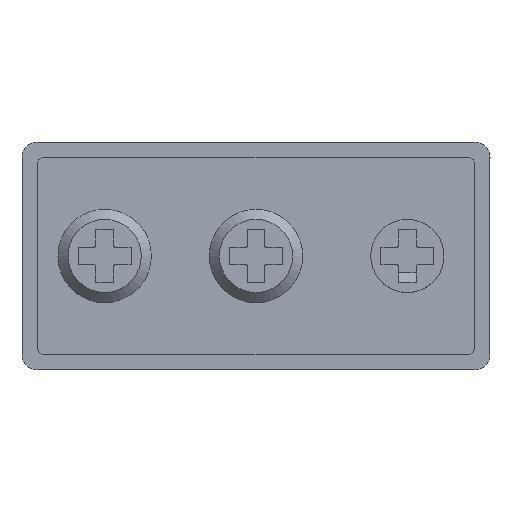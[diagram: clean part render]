
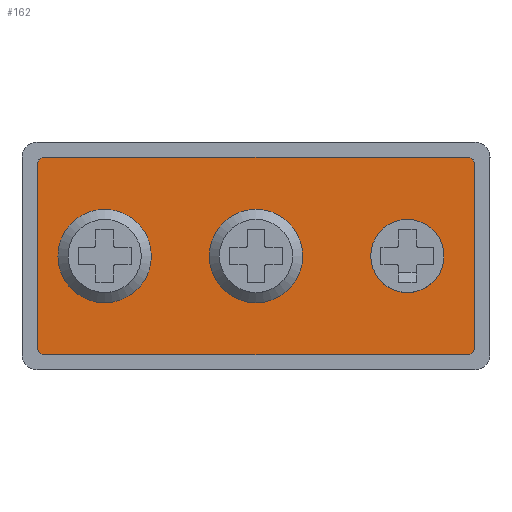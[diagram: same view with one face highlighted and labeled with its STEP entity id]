
A CAD part, top view. The second image highlights one B-rep face of the part: STEP entity #162.
In plain terms, the highlighted planar face has unit normal (0, 0, 1).
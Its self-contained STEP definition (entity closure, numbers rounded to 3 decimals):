
#27=CARTESIAN_POINT('',(0.,180.,1.2));
#28=DIRECTION('',(0.,0.,1.));
#29=DIRECTION('',(0.,-1.,0.));
#30=AXIS2_PLACEMENT_3D('',#27,#28,#29);
#31=PLANE('',#30);
#32=CARTESIAN_POINT('',(3.7,180.,1.2));
#33=VERTEX_POINT('',#32);
#34=CARTESIAN_POINT('',(-3.7,180.,1.2));
#35=VERTEX_POINT('',#34);
#36=CARTESIAN_POINT('',(0.,180.,1.2));
#37=DIRECTION('',(-0.,-0.,-1.));
#38=DIRECTION('',(1.,0.,-0.));
#39=AXIS2_PLACEMENT_3D('',#36,#37,#38);
#40=CIRCLE('',#39,3.7);
#41=EDGE_CURVE('',#33,#35,#40,.T.);
#42=ORIENTED_EDGE('',*,*,#41,.T.);
#43=CARTESIAN_POINT('',(0.,180.,1.2));
#44=DIRECTION('',(-0.,-0.,-1.));
#45=DIRECTION('',(1.,0.,-0.));
#46=AXIS2_PLACEMENT_3D('',#43,#44,#45);
#47=CIRCLE('',#46,3.7);
#48=EDGE_CURVE('',#35,#33,#47,.T.);
#49=ORIENTED_EDGE('',*,*,#48,.T.);
#50=EDGE_LOOP('',(#42,#49));
#51=FACE_BOUND('',#50,.T.);
#52=CARTESIAN_POINT('',(-8.3,180.,1.2));
#53=VERTEX_POINT('',#52);
#54=CARTESIAN_POINT('',(-15.7,180.,1.2));
#55=VERTEX_POINT('',#54);
#56=CARTESIAN_POINT('',(-12.,180.,1.2));
#57=DIRECTION('',(-0.,-0.,-1.));
#58=DIRECTION('',(1.,0.,-0.));
#59=AXIS2_PLACEMENT_3D('',#56,#57,#58);
#60=CIRCLE('',#59,3.7);
#61=EDGE_CURVE('',#53,#55,#60,.T.);
#62=ORIENTED_EDGE('',*,*,#61,.T.);
#63=CARTESIAN_POINT('',(-12.,180.,1.2));
#64=DIRECTION('',(-0.,-0.,-1.));
#65=DIRECTION('',(1.,0.,-0.));
#66=AXIS2_PLACEMENT_3D('',#63,#64,#65);
#67=CIRCLE('',#66,3.7);
#68=EDGE_CURVE('',#55,#53,#67,.T.);
#69=ORIENTED_EDGE('',*,*,#68,.T.);
#70=EDGE_LOOP('',(#62,#69));
#71=FACE_BOUND('',#70,.T.);
#72=CARTESIAN_POINT('',(-17.35,172.775,1.2));
#73=VERTEX_POINT('',#72);
#74=CARTESIAN_POINT('',(-17.35,187.225,1.2));
#75=VERTEX_POINT('',#74);
#76=CARTESIAN_POINT('',(-17.35,172.775,1.2));
#77=DIRECTION('',(0.,1.,0.));
#78=VECTOR('',#77,14.45);
#79=LINE('',#76,#78);
#80=EDGE_CURVE('',#73,#75,#79,.T.);
#81=ORIENTED_EDGE('',*,*,#80,.F.);
#82=CARTESIAN_POINT('',(-16.75,172.175,1.2));
#83=VERTEX_POINT('',#82);
#84=CARTESIAN_POINT('',(-16.75,172.775,1.2));
#85=DIRECTION('',(0.,0.,1.));
#86=DIRECTION('',(1.,0.,-0.));
#87=AXIS2_PLACEMENT_3D('',#84,#85,#86);
#88=CIRCLE('',#87,0.6);
#89=EDGE_CURVE('',#73,#83,#88,.T.);
#90=ORIENTED_EDGE('',*,*,#89,.T.);
#91=CARTESIAN_POINT('',(16.75,172.175,1.2));
#92=VERTEX_POINT('',#91);
#93=CARTESIAN_POINT('',(16.75,172.175,1.2));
#94=DIRECTION('',(-1.,-0.,0.));
#95=VECTOR('',#94,33.5);
#96=LINE('',#93,#95);
#97=EDGE_CURVE('',#92,#83,#96,.T.);
#98=ORIENTED_EDGE('',*,*,#97,.F.);
#99=CARTESIAN_POINT('',(17.35,172.775,1.2));
#100=VERTEX_POINT('',#99);
#101=CARTESIAN_POINT('',(16.75,172.775,1.2));
#102=DIRECTION('',(0.,0.,1.));
#103=DIRECTION('',(1.,0.,-0.));
#104=AXIS2_PLACEMENT_3D('',#101,#102,#103);
#105=CIRCLE('',#104,0.6);
#106=EDGE_CURVE('',#92,#100,#105,.T.);
#107=ORIENTED_EDGE('',*,*,#106,.T.);
#108=CARTESIAN_POINT('',(17.35,187.225,1.2));
#109=VERTEX_POINT('',#108);
#110=CARTESIAN_POINT('',(17.35,172.775,1.2));
#111=DIRECTION('',(-0.,1.,-0.));
#112=VECTOR('',#111,14.45);
#113=LINE('',#110,#112);
#114=EDGE_CURVE('',#100,#109,#113,.T.);
#115=ORIENTED_EDGE('',*,*,#114,.T.);
#116=CARTESIAN_POINT('',(16.75,187.825,1.2));
#117=VERTEX_POINT('',#116);
#118=CARTESIAN_POINT('',(16.75,187.225,1.2));
#119=DIRECTION('',(0.,0.,1.));
#120=DIRECTION('',(1.,0.,-0.));
#121=AXIS2_PLACEMENT_3D('',#118,#119,#120);
#122=CIRCLE('',#121,0.6);
#123=EDGE_CURVE('',#109,#117,#122,.T.);
#124=ORIENTED_EDGE('',*,*,#123,.T.);
#125=CARTESIAN_POINT('',(-16.75,187.825,1.2));
#126=VERTEX_POINT('',#125);
#127=CARTESIAN_POINT('',(16.75,187.825,1.2));
#128=DIRECTION('',(-1.,-0.,0.));
#129=VECTOR('',#128,33.5);
#130=LINE('',#127,#129);
#131=EDGE_CURVE('',#117,#126,#130,.T.);
#132=ORIENTED_EDGE('',*,*,#131,.T.);
#133=CARTESIAN_POINT('',(-16.75,187.225,1.2));
#134=DIRECTION('',(0.,0.,1.));
#135=DIRECTION('',(1.,0.,-0.));
#136=AXIS2_PLACEMENT_3D('',#133,#134,#135);
#137=CIRCLE('',#136,0.6);
#138=EDGE_CURVE('',#126,#75,#137,.T.);
#139=ORIENTED_EDGE('',*,*,#138,.T.);
#140=EDGE_LOOP('',(#81,#90,#98,#107,#115,#124,#132,#139));
#141=FACE_BOUND('',#140,.T.);
#142=CARTESIAN_POINT('',(9.1,180.,1.2));
#143=VERTEX_POINT('',#142);
#144=CARTESIAN_POINT('',(14.9,180.,1.2));
#145=VERTEX_POINT('',#144);
#146=CARTESIAN_POINT('',(12.,180.,1.2));
#147=DIRECTION('',(0.,0.,1.));
#148=DIRECTION('',(1.,0.,-0.));
#149=AXIS2_PLACEMENT_3D('',#146,#147,#148);
#150=CIRCLE('',#149,2.9);
#151=EDGE_CURVE('',#143,#145,#150,.T.);
#152=ORIENTED_EDGE('',*,*,#151,.F.);
#153=CARTESIAN_POINT('',(12.,180.,1.2));
#154=DIRECTION('',(0.,0.,1.));
#155=DIRECTION('',(1.,0.,-0.));
#156=AXIS2_PLACEMENT_3D('',#153,#154,#155);
#157=CIRCLE('',#156,2.9);
#158=EDGE_CURVE('',#145,#143,#157,.T.);
#159=ORIENTED_EDGE('',*,*,#158,.F.);
#160=EDGE_LOOP('',(#152,#159));
#161=FACE_BOUND('',#160,.T.);
#162=ADVANCED_FACE('',(#51,#71,#141,#161),#31,.T.);
